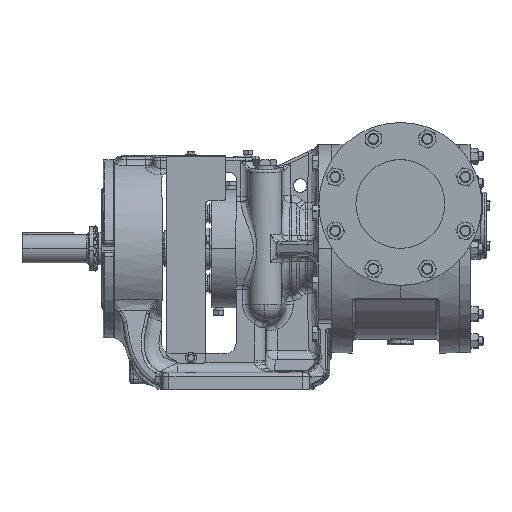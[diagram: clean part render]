
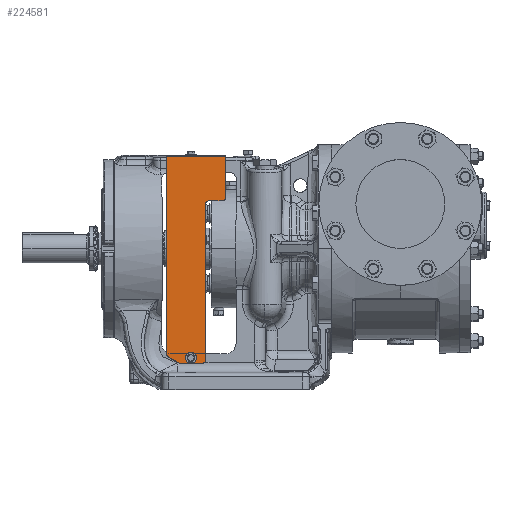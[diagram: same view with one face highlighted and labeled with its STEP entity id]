
A CAD part, top view. The second image highlights one B-rep face of the part: STEP entity #224581.
In plain terms, the highlighted planar face has unit normal (0, 0, 1).
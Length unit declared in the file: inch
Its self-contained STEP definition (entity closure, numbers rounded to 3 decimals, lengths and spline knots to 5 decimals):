
#899 = DIRECTION ( 'NONE',  ( 0., -1., 0. ) ) ;
#1546 = VECTOR ( 'NONE', #180656, 39.37008 ) ;
#1549 = AXIS2_PLACEMENT_3D ( 'NONE', #164003, #56296, #182163 ) ;
#2065 = VERTEX_POINT ( 'NONE', #14028 ) ;
#4883 = LINE ( 'NONE', #5131, #94801 ) ;
#5131 = CARTESIAN_POINT ( 'NONE',  ( -8.5, 3.24, 3.81 ) ) ;
#7980 = VERTEX_POINT ( 'NONE', #41263 ) ;
#10215 = VERTEX_POINT ( 'NONE', #106809 ) ;
#11528 = DIRECTION ( 'NONE',  ( 0., -1., 0. ) ) ;
#12162 = CARTESIAN_POINT ( 'NONE',  ( -8.75, -7.51, 3.81 ) ) ;
#14028 = CARTESIAN_POINT ( 'NONE',  ( -8.5, -7.51, 3.81 ) ) ;
#14051 = CARTESIAN_POINT ( 'NONE',  ( -10.19699, -7.76, 3.81 ) ) ;
#16733 = DIRECTION ( 'NONE',  ( 0., 0., 1. ) ) ;
#17704 = CARTESIAN_POINT ( 'NONE',  ( -9.5, -7.38, 3.81 ) ) ;
#18401 = EDGE_CURVE ( 'NONE', #22997, #2065, #229243, .T. ) ;
#18502 = VERTEX_POINT ( 'NONE', #203878 ) ;
#18944 = ORIENTED_EDGE ( 'NONE', *, *, #23270, .T. ) ;
#21885 = ORIENTED_EDGE ( 'NONE', *, *, #70954, .F. ) ;
#22997 = VERTEX_POINT ( 'NONE', #157092 ) ;
#23270 = EDGE_CURVE ( 'NONE', #133469, #56458, #148660, .T. ) ;
#24616 = VERTEX_POINT ( 'NONE', #96496 ) ;
#28855 = CARTESIAN_POINT ( 'NONE',  ( -11.005, -7.33217, 3.81 ) ) ;
#30177 = DIRECTION ( 'NONE',  ( 0., -1., 0. ) ) ;
#30536 = VERTEX_POINT ( 'NONE', #208688 ) ;
#32387 = DIRECTION ( 'NONE',  ( 0., 0., 1. ) ) ;
#33604 = LINE ( 'NONE', #87504, #171617 ) ;
#35759 = DIRECTION ( 'NONE',  ( 0., -1., 0. ) ) ;
#35922 = DIRECTION ( 'NONE',  ( -1., 0., 0. ) ) ;
#37788 = CIRCLE ( 'NONE', #192622, 0.369 ) ;
#40944 = DIRECTION ( 'NONE',  ( 0., 0., 1. ) ) ;
#41263 = CARTESIAN_POINT ( 'NONE',  ( -11.13, 6.211, 3.81 ) ) ;
#41456 = CARTESIAN_POINT ( 'NONE',  ( -7.38, 3.24, 3.81 ) ) ;
#44513 = CARTESIAN_POINT ( 'NONE',  ( -7.13, 6.211, 3.81 ) ) ;
#47643 = ORIENTED_EDGE ( 'NONE', *, *, #154536, .F. ) ;
#49376 = LINE ( 'NONE', #126276, #1546 ) ;
#51520 = ORIENTED_EDGE ( 'NONE', *, *, #117881, .T. ) ;
#52377 = VERTEX_POINT ( 'NONE', #129696 ) ;
#53133 = ORIENTED_EDGE ( 'NONE', *, *, #193211, .T. ) ;
#56121 = ORIENTED_EDGE ( 'NONE', *, *, #18401, .T. ) ;
#56296 = DIRECTION ( 'NONE',  ( 0., 0., -1. ) ) ;
#56458 = VERTEX_POINT ( 'NONE', #219774 ) ;
#56807 = VECTOR ( 'NONE', #166400, 39.37008 ) ;
#60627 = VECTOR ( 'NONE', #225433, 39.37008 ) ;
#63676 = CARTESIAN_POINT ( 'NONE',  ( -8.5, 2.99, 3.81 ) ) ;
#67410 = CIRCLE ( 'NONE', #80329, 0.155 ) ;
#69522 = DIRECTION ( 'NONE',  ( -1., 0., 0. ) ) ;
#69922 = EDGE_CURVE ( 'NONE', #99210, #56458, #222507, .T. ) ;
#70840 = CIRCLE ( 'NONE', #84688, 0.369 ) ;
#70954 = EDGE_CURVE ( 'NONE', #52377, #127134, #37788, .T. ) ;
#71993 = CARTESIAN_POINT ( 'NONE',  ( -7.13, 6.211, 3.81 ) ) ;
#74523 = FACE_BOUND ( 'NONE', #103919, .T. ) ;
#77430 = CARTESIAN_POINT ( 'NONE',  ( -9.39457, -7.02638, 3.81 ) ) ;
#80329 = AXIS2_PLACEMENT_3D ( 'NONE', #140115, #32387, #158252 ) ;
#84688 = AXIS2_PLACEMENT_3D ( 'NONE', #148739, #40944, #166762 ) ;
#87504 = CARTESIAN_POINT ( 'NONE',  ( -7.13, -7.76, 3.81 ) ) ;
#87661 = EDGE_LOOP ( 'NONE', ( #88130, #160769, #51520, #53133, #122708, #90543, #127547, #227656, #47643, #56121, #158357, #18944 ) ) ;
#88130 = ORIENTED_EDGE ( 'NONE', *, *, #69922, .F. ) ;
#89091 = CARTESIAN_POINT ( 'NONE',  ( -7.13, -7.76, 3.81 ) ) ;
#90543 = ORIENTED_EDGE ( 'NONE', *, *, #126162, .T. ) ;
#91067 = VERTEX_POINT ( 'NONE', #28855 ) ;
#94801 = VECTOR ( 'NONE', #186769, 39.37008 ) ;
#96187 = EDGE_CURVE ( 'NONE', #127134, #24616, #67410, .T. ) ;
#96496 = CARTESIAN_POINT ( 'NONE',  ( -9.60543, -7.02638, 3.81 ) ) ;
#97623 = DIRECTION ( 'NONE',  ( 0., 0., 1. ) ) ;
#99210 = VERTEX_POINT ( 'NONE', #41456 ) ;
#102887 = AXIS2_PLACEMENT_3D ( 'NONE', #89091, #215068, #107158 ) ;
#103919 = EDGE_LOOP ( 'NONE', ( #188949, #110837, #21885, #145188 ) ) ;
#105226 = CIRCLE ( 'NONE', #206587, 0.25 ) ;
#106809 = CARTESIAN_POINT ( 'NONE',  ( -10.32199, -7.72651, 3.81 ) ) ;
#107158 = DIRECTION ( 'NONE',  ( 0., -1., 0. ) ) ;
#108512 = DIRECTION ( 'NONE',  ( 0., 0., 1. ) ) ;
#109237 = EDGE_CURVE ( 'NONE', #133469, #2065, #4883, .T. ) ;
#110837 = ORIENTED_EDGE ( 'NONE', *, *, #96187, .F. ) ;
#117881 = EDGE_CURVE ( 'NONE', #30536, #144409, #33604, .T. ) ;
#119113 = DIRECTION ( 'NONE',  ( 0., 0., 1. ) ) ;
#122618 = CIRCLE ( 'NONE', #123006, 0.369 ) ;
#122708 = ORIENTED_EDGE ( 'NONE', *, *, #176248, .F. ) ;
#123006 = AXIS2_PLACEMENT_3D ( 'NONE', #17704, #143523, #35759 ) ;
#124316 = CARTESIAN_POINT ( 'NONE',  ( -7.38, 3.49, 3.81 ) ) ;
#124429 = PLANE ( 'NONE',  #102887 ) ;
#125494 = AXIS2_PLACEMENT_3D ( 'NONE', #12162, #137940, #30177 ) ;
#126162 = EDGE_CURVE ( 'NONE', #18502, #91067, #105226, .T. ) ;
#126276 = CARTESIAN_POINT ( 'NONE',  ( -7.13, -7.76, 3.81 ) ) ;
#127134 = VERTEX_POINT ( 'NONE', #77430 ) ;
#127233 = CIRCLE ( 'NONE', #206848, 0.25 ) ;
#127547 = ORIENTED_EDGE ( 'NONE', *, *, #227212, .F. ) ;
#129696 = CARTESIAN_POINT ( 'NONE',  ( -9.131, -7.38, 3.81 ) ) ;
#133469 = VERTEX_POINT ( 'NONE', #63676 ) ;
#137708 = EDGE_CURVE ( 'NONE', #24616, #199031, #122618, .T. ) ;
#137940 = DIRECTION ( 'NONE',  ( 0., 0., 1. ) ) ;
#139404 = CIRCLE ( 'NONE', #178000, 0.25 ) ;
#139641 = EDGE_CURVE ( 'NONE', #10215, #151384, #139404, .T. ) ;
#140115 = CARTESIAN_POINT ( 'NONE',  ( -9.5, -7.14, 3.81 ) ) ;
#142510 = DIRECTION ( 'NONE',  ( 0., -1., 0. ) ) ;
#143523 = DIRECTION ( 'NONE',  ( 0., 0., 1. ) ) ;
#144409 = VERTEX_POINT ( 'NONE', #44513 ) ;
#145188 = ORIENTED_EDGE ( 'NONE', *, *, #204454, .F. ) ;
#148660 = CIRCLE ( 'NONE', #1549, 0.25 ) ;
#148739 = CARTESIAN_POINT ( 'NONE',  ( -9.5, -7.38, 3.81 ) ) ;
#151384 = VERTEX_POINT ( 'NONE', #14051 ) ;
#152575 = LINE ( 'NONE', #184562, #56807 ) ;
#154536 = EDGE_CURVE ( 'NONE', #22997, #151384, #49376, .T. ) ;
#157092 = CARTESIAN_POINT ( 'NONE',  ( -8.75, -7.76, 3.81 ) ) ;
#158252 = DIRECTION ( 'NONE',  ( 1., 0., 0. ) ) ;
#158357 = ORIENTED_EDGE ( 'NONE', *, *, #109237, .F. ) ;
#160769 = ORIENTED_EDGE ( 'NONE', *, *, #178229, .T. ) ;
#164003 = CARTESIAN_POINT ( 'NONE',  ( -8.25, 2.99, 3.81 ) ) ;
#166400 = DIRECTION ( 'NONE',  ( 0., 1., 0. ) ) ;
#166762 = DIRECTION ( 'NONE',  ( 0., -1., 0. ) ) ;
#171617 = VECTOR ( 'NONE', #231603, 39.37008 ) ;
#174617 = VECTOR ( 'NONE', #69522, 39.37008 ) ;
#176248 = EDGE_CURVE ( 'NONE', #18502, #7980, #152575, .T. ) ;
#178000 = AXIS2_PLACEMENT_3D ( 'NONE', #227051, #119113, #11528 ) ;
#178229 = EDGE_CURVE ( 'NONE', #99210, #30536, #127233, .T. ) ;
#180656 = DIRECTION ( 'NONE',  ( -1., 0., 0. ) ) ;
#182163 = DIRECTION ( 'NONE',  ( 0., -1., 0. ) ) ;
#184562 = CARTESIAN_POINT ( 'NONE',  ( -11.13, -7.76, 3.81 ) ) ;
#186072 = LINE ( 'NONE', #71993, #228336 ) ;
#186769 = DIRECTION ( 'NONE',  ( 0., -1., 0. ) ) ;
#188949 = ORIENTED_EDGE ( 'NONE', *, *, #137708, .F. ) ;
#190819 = CARTESIAN_POINT ( 'NONE',  ( -7.91349, -9.11705, 3.81 ) ) ;
#192622 = AXIS2_PLACEMENT_3D ( 'NONE', #216426, #108512, #899 ) ;
#193211 = EDGE_CURVE ( 'NONE', #144409, #7980, #186072, .T. ) ;
#195572 = CARTESIAN_POINT ( 'NONE',  ( -8.5, 3.24, 3.81 ) ) ;
#198608 = LINE ( 'NONE', #190819, #60627 ) ;
#199031 = VERTEX_POINT ( 'NONE', #227169 ) ;
#203878 = CARTESIAN_POINT ( 'NONE',  ( -11.13, -7.11566, 3.81 ) ) ;
#204454 = EDGE_CURVE ( 'NONE', #199031, #52377, #70840, .T. ) ;
#205487 = CARTESIAN_POINT ( 'NONE',  ( -10.88, -7.11566, 3.81 ) ) ;
#206587 = AXIS2_PLACEMENT_3D ( 'NONE', #205487, #97623, #223590 ) ;
#206848 = AXIS2_PLACEMENT_3D ( 'NONE', #124316, #16733, #142510 ) ;
#207016 = FACE_OUTER_BOUND ( 'NONE', #87661, .T. ) ;
#208688 = CARTESIAN_POINT ( 'NONE',  ( -7.13, 3.49, 3.81 ) ) ;
#215068 = DIRECTION ( 'NONE',  ( 0., 0., 1. ) ) ;
#216426 = CARTESIAN_POINT ( 'NONE',  ( -9.5, -7.38, 3.81 ) ) ;
#219774 = CARTESIAN_POINT ( 'NONE',  ( -8.25, 3.24, 3.81 ) ) ;
#222507 = LINE ( 'NONE', #195572, #174617 ) ;
#223590 = DIRECTION ( 'NONE',  ( 0., -1., 0. ) ) ;
#224581 = ADVANCED_FACE ( 'NONE', ( #74523, #207016 ), #124429, .T. ) ;
#225433 = DIRECTION ( 'NONE',  ( -0.866, 0.5, 0. ) ) ;
#227051 = CARTESIAN_POINT ( 'NONE',  ( -10.19699, -7.51, 3.81 ) ) ;
#227169 = CARTESIAN_POINT ( 'NONE',  ( -9.869, -7.38, 3.81 ) ) ;
#227212 = EDGE_CURVE ( 'NONE', #10215, #91067, #198608, .T. ) ;
#227656 = ORIENTED_EDGE ( 'NONE', *, *, #139641, .T. ) ;
#228336 = VECTOR ( 'NONE', #35922, 39.37008 ) ;
#229243 = CIRCLE ( 'NONE', #125494, 0.25 ) ;
#231603 = DIRECTION ( 'NONE',  ( 0., 1., 0. ) ) ;
